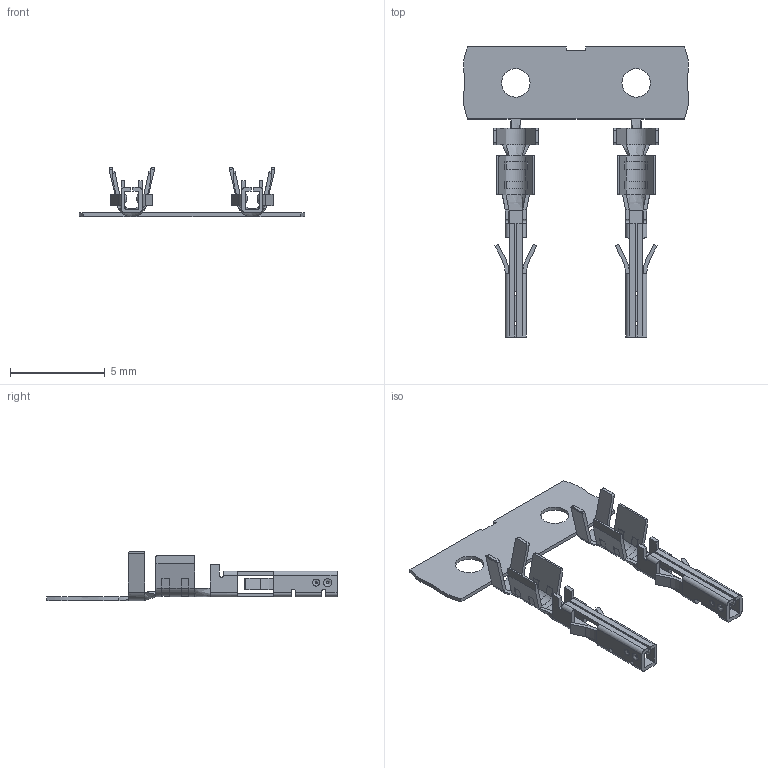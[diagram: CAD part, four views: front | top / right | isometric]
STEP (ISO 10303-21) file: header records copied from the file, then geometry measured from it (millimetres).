
FILE_DESCRIPTION( ( 'Unknown' ), '1' );
FILE_NAME( '66210113722.stp', 'Unknown', ( 'Unknown' ), ( 'Unknown' ), 'PSStep 18.0.17', 'Unknown', ' ' );
FILE_SCHEMA( ( 'AUTOMOTIVE_DESIGN { 1 0 10303 214 1 1 1 1 }' ) );
Length unit declared in the file: millimetre
Products named in the file (3): 1; 2; 3
Bounding box: 11.88 x 15.3 x 2.6 mm (x, y, z)
Volume: 23.4 mm3; surface area: 277.1 mm2
Topology: 3 solids, 3 shells, 389 faces, 1069 edges, 690 vertices
Faces by surface type: plane 236, cylinder 105, bspline 42, torus 4, extrusion 2
Full cylindrical faces by diameter (mm): 1.5 x2
Entity records: 17023 total; most frequent: CARTESIAN_POINT 4309, ORIENTED_EDGE 2070, DIRECTION 1849, EDGE_CURVE 1035, VECTOR 705, LINE 703, VERTEX_POINT 674, AXIS2_PLACEMENT_3D 572
